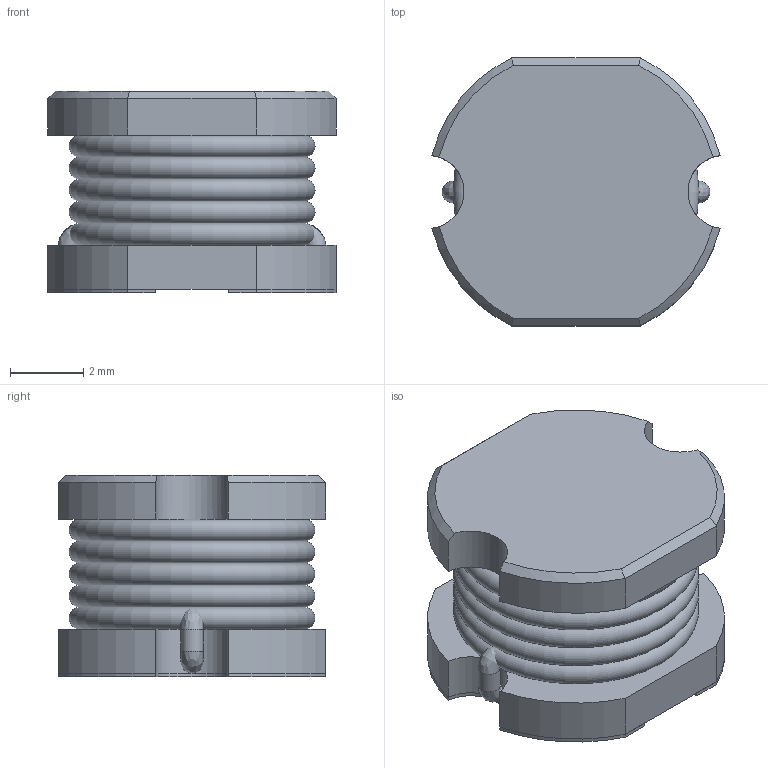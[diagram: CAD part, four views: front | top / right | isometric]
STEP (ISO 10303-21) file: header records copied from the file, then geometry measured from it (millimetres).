
FILE_DESCRIPTION(/* description */ (''),/* implementation_level */ '2;1');
FILE_NAME(/* name */ 'IND_BOURNS_SDE0805A_3D.stp',/* time_stamp */ '2016-09-12T13:26:40+02:00',/* author */ ('jchouvet'),/* organization */ (''),/* preprocessor_version */ 'ST-DEVELOPER v16.1',/* originating_system */ 'AutoCAD Mechanical',/* authorisation */ '');
FILE_SCHEMA (('AUTOMOTIVE_DESIGN { 1 0 10303 214 3 1 1 }'));
Length unit declared in the file: millimetre
Products named in the file (1): Product
Bounding box: 7.85 x 7.3 x 5.5 mm (x, y, z)
Volume: 142.8 mm3; surface area: 504.3 mm2
Topology: 11 solids, 11 shells, 57 faces, 126 edges, 73 vertices
Faces by surface type: plane 24, cylinder 20, torus 5, cone 4, bspline 4
Full cylindrical faces by diameter (mm): 0.6 x2
Entity records: 1666 total; most frequent: CARTESIAN_POINT 385, DIRECTION 274, ORIENTED_EDGE 232, EDGE_CURVE 116, AXIS2_PLACEMENT_3D 112, VERTEX_POINT 73, EDGE_LOOP 59, CIRCLE 58
